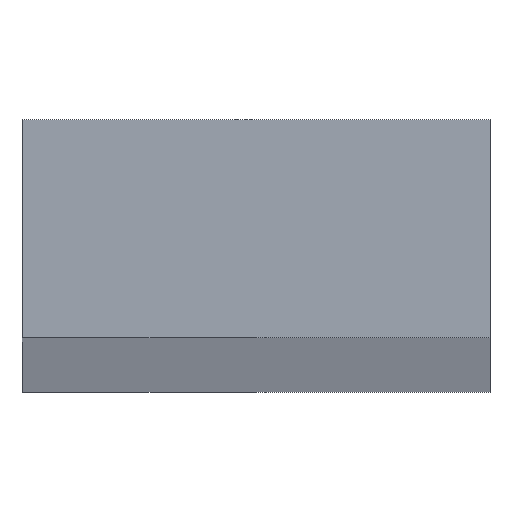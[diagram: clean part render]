
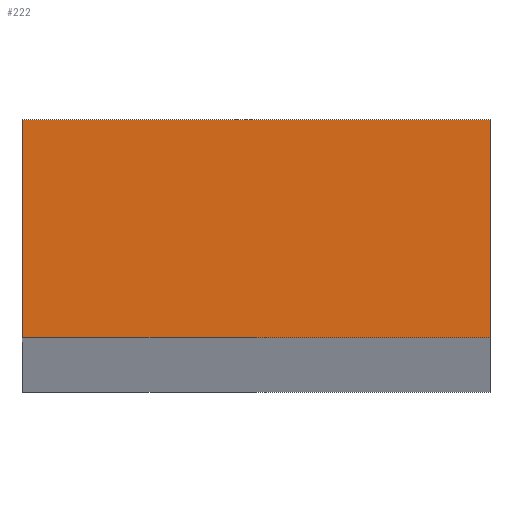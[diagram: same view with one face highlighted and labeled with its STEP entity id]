
A CAD part, top view. The second image highlights one B-rep face of the part: STEP entity #222.
In plain terms, the highlighted planar face has unit normal (0, 0, 1).
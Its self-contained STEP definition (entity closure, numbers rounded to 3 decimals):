
#2 = VECTOR ( 'NONE', #58, 1000. ) ;
#3 = VECTOR ( 'NONE', #61, 1000. ) ;
#5 = VECTOR ( 'NONE', #118, 1000. ) ;
#8 = AXIS2_PLACEMENT_3D ( 'NONE', #123, #124, #125 ) ;
#10 = VECTOR ( 'NONE', #52, 1000. ) ;
#23 = FACE_OUTER_BOUND ( 'NONE', #112, .T. ) ;
#52 = DIRECTION ( 'NONE',  ( 0., 1., 0. ) ) ;
#53 = CARTESIAN_POINT ( 'NONE',  ( 7.5, 3.5, 500. ) ) ;
#54 = LINE ( 'NONE', #53, #10 ) ;
#58 = DIRECTION ( 'NONE',  ( -1., 0., 0. ) ) ;
#59 = CARTESIAN_POINT ( 'NONE',  ( -7.5, 3.5, 500. ) ) ;
#60 = LINE ( 'NONE', #59, #2 ) ;
#61 = DIRECTION ( 'NONE',  ( 1., 0., 0. ) ) ;
#62 = CARTESIAN_POINT ( 'NONE',  ( -7.5, -3.5, 500. ) ) ;
#63 = LINE ( 'NONE', #62, #3 ) ;
#68 = CARTESIAN_POINT ( 'NONE',  ( -7.5, -3.5, 500. ) ) ;
#69 = CARTESIAN_POINT ( 'NONE',  ( -7.5, 3.5, 500. ) ) ;
#70 = CARTESIAN_POINT ( 'NONE',  ( 7.5, 3.5, 500. ) ) ;
#72 = CARTESIAN_POINT ( 'NONE',  ( 7.5, -3.5, 500. ) ) ;
#79 = VERTEX_POINT ( 'NONE', #72 ) ;
#81 = VERTEX_POINT ( 'NONE', #70 ) ;
#82 = VERTEX_POINT ( 'NONE', #69 ) ;
#83 = VERTEX_POINT ( 'NONE', #68 ) ;
#93 = ORIENTED_EDGE ( 'NONE', *, *, #202, .T. ) ;
#95 = ORIENTED_EDGE ( 'NONE', *, *, #218, .T. ) ;
#96 = ORIENTED_EDGE ( 'NONE', *, *, #201, .T. ) ;
#97 = ORIENTED_EDGE ( 'NONE', *, *, #206, .T. ) ;
#112 = EDGE_LOOP ( 'NONE', ( #95, #96, #97, #93 ) ) ;
#116 = LINE ( 'NONE', #117, #5 ) ;
#117 = CARTESIAN_POINT ( 'NONE',  ( -7.5, 3.5, 500. ) ) ;
#118 = DIRECTION ( 'NONE',  ( 0., -1., 0. ) ) ;
#122 = PLANE ( 'NONE',  #8 ) ;
#123 = CARTESIAN_POINT ( 'NONE',  ( 0., 0., 500. ) ) ;
#124 = DIRECTION ( 'NONE',  ( 0., 0., 1. ) ) ;
#125 = DIRECTION ( 'NONE',  ( 1., 0., 0. ) ) ;
#201 = EDGE_CURVE ( 'NONE', #83, #79, #63, .T. ) ;
#202 = EDGE_CURVE ( 'NONE', #81, #82, #60, .T. ) ;
#206 = EDGE_CURVE ( 'NONE', #79, #81, #54, .T. ) ;
#218 = EDGE_CURVE ( 'NONE', #82, #83, #116, .T. ) ;
#222 = ADVANCED_FACE ( 'NONE', ( #23 ), #122, .T. ) ;
